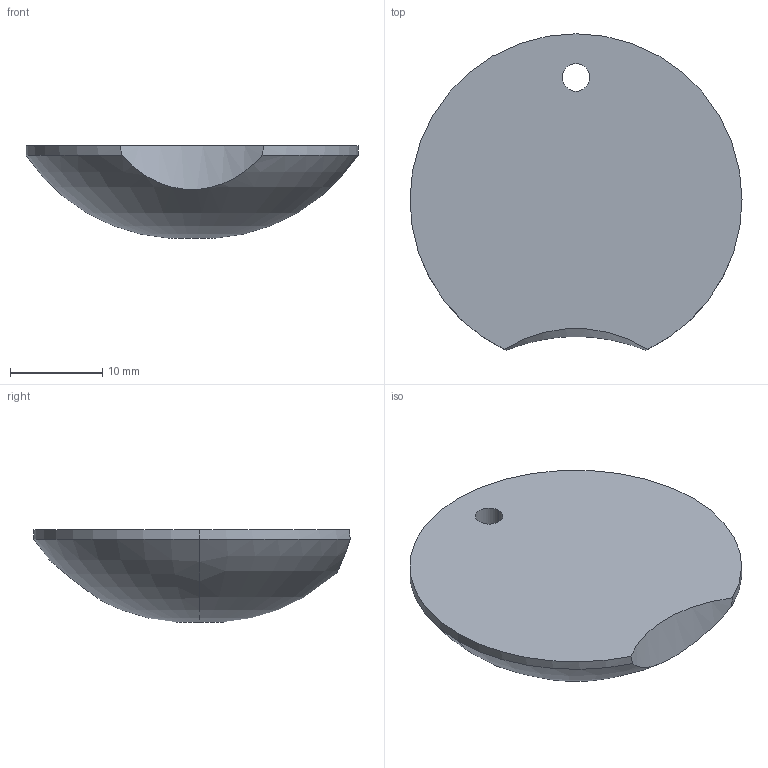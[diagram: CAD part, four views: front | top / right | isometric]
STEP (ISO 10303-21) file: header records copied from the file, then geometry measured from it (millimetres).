
FILE_DESCRIPTION (( 'STEP AP214' ), '1' );
FILE_NAME ('Enc_Nose_V1.STEP', '2023-02-21T02:24:27', ( '' ), ( '' ), 'SwSTEP 2.0', 'SolidWorks 2013', '' );
FILE_SCHEMA (( 'AUTOMOTIVE_DESIGN' ));
Length unit declared in the file: millimetre
Products named in the file (1): Enc_Nose_V1
Bounding box: 36 x 34.32 x 10 mm (x, y, z)
Volume: 6056.9 mm3; surface area: 2439.9 mm2
Topology: 1 solids, 1 shells, 13 faces, 28 edges, 18 vertices
Faces by surface type: cylinder 7, plane 3, torus 2, cone 1
Entity records: 482 total; most frequent: CARTESIAN_POINT 151, DIRECTION 68, ORIENTED_EDGE 56, AXIS2_PLACEMENT_3D 31, EDGE_CURVE 28, VERTEX_POINT 18, CIRCLE 17, EDGE_LOOP 16
